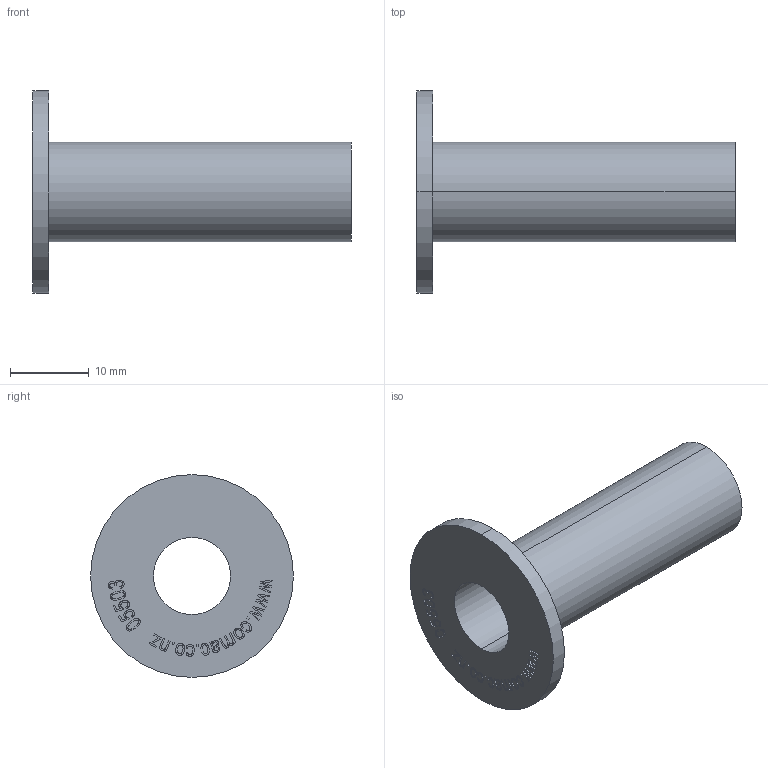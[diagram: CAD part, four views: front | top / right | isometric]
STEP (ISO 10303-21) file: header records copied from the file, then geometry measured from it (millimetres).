
FILE_DESCRIPTION (( 'STEP AP214' ), '1' );
FILE_NAME ('05503-Shouldered Bush Nylon Charcoal 3_8 Inch 1_2.STEP', '2018-12-04T20:14:58', ( '' ), ( '' ), 'SwSTEP 2.0', 'SolidWorks 2018', '' );
FILE_SCHEMA (( 'AUTOMOTIVE_DESIGN' ));
Length unit declared in the file: millimetre
Products named in the file (2): 05503-Shouldered Bush Nylon Charcoal 3_8 Inch 1_2
Bounding box: 40.5 x 25.8 x 25.8 mm (x, y, z)
Volume: 2864.2 mm3; surface area: 3876.9 mm2
Topology: 1 solids, 1 shells, 275 faces, 741 edges, 494 vertices
Faces by surface type: plane 153, bspline 116, cylinder 6
Entity records: 15076 total; most frequent: CARTESIAN_POINT 8900, ORIENTED_EDGE 1482, DIRECTION 843, EDGE_CURVE 741, VECTOR 497, LINE 497, VERTEX_POINT 494, EDGE_LOOP 303
